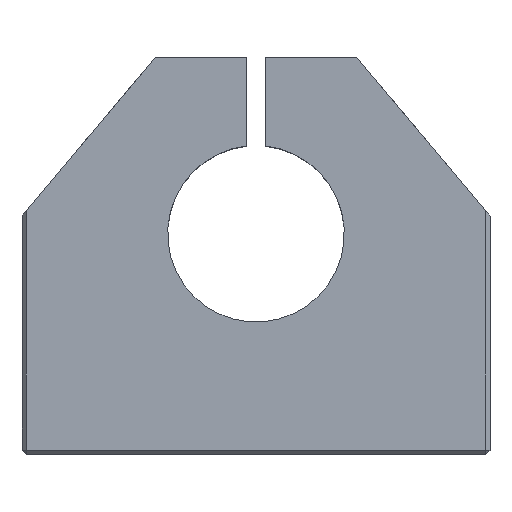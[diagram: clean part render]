
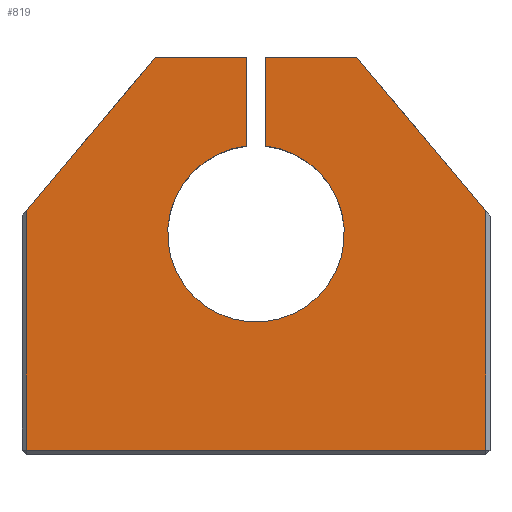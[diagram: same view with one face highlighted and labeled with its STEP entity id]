
A CAD part, top view. The second image highlights one B-rep face of the part: STEP entity #819.
In plain terms, the highlighted planar face has unit normal (0, 0, 1).
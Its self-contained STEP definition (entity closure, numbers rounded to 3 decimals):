
#66=CIRCLE('',#912,10.);
#107=FACE_OUTER_BOUND('',#163,.T.);
#163=EDGE_LOOP('',(#681,#682,#683,#684,#685,#686,#687,#688,#689,#690));
#202=LINE('',#1300,#283);
#227=LINE('',#1380,#308);
#231=LINE('',#1386,#312);
#239=LINE('',#1400,#320);
#244=LINE('',#1410,#325);
#245=LINE('',#1412,#326);
#246=LINE('',#1414,#327);
#247=LINE('',#1418,#328);
#248=LINE('',#1419,#329);
#283=VECTOR('',#1001,10.);
#308=VECTOR('',#1082,10.);
#312=VECTOR('',#1090,10.);
#320=VECTOR('',#1106,10.);
#325=VECTOR('',#1115,10.);
#326=VECTOR('',#1116,10.);
#327=VECTOR('',#1117,10.);
#328=VECTOR('',#1120,10.);
#329=VECTOR('',#1121,10.);
#367=VERTEX_POINT('',#1296);
#369=VERTEX_POINT('',#1299);
#389=VERTEX_POINT('',#1359);
#395=VERTEX_POINT('',#1373);
#398=VERTEX_POINT('',#1398);
#401=VERTEX_POINT('',#1409);
#402=VERTEX_POINT('',#1411);
#403=VERTEX_POINT('',#1413);
#404=VERTEX_POINT('',#1415);
#405=VERTEX_POINT('',#1417);
#449=EDGE_CURVE('',#367,#369,#202,.T.);
#487=EDGE_CURVE('',#395,#367,#227,.T.);
#491=EDGE_CURVE('',#389,#395,#231,.T.);
#499=EDGE_CURVE('',#398,#389,#239,.T.);
#504=EDGE_CURVE('',#401,#398,#244,.T.);
#505=EDGE_CURVE('',#402,#401,#245,.T.);
#506=EDGE_CURVE('',#403,#402,#246,.T.);
#507=EDGE_CURVE('',#404,#403,#66,.T.);
#508=EDGE_CURVE('',#405,#404,#247,.T.);
#509=EDGE_CURVE('',#369,#405,#248,.T.);
#681=ORIENTED_EDGE('',*,*,#487,.F.);
#682=ORIENTED_EDGE('',*,*,#491,.F.);
#683=ORIENTED_EDGE('',*,*,#499,.F.);
#684=ORIENTED_EDGE('',*,*,#504,.F.);
#685=ORIENTED_EDGE('',*,*,#505,.F.);
#686=ORIENTED_EDGE('',*,*,#506,.F.);
#687=ORIENTED_EDGE('',*,*,#507,.F.);
#688=ORIENTED_EDGE('',*,*,#508,.F.);
#689=ORIENTED_EDGE('',*,*,#509,.F.);
#690=ORIENTED_EDGE('',*,*,#449,.F.);
#771=PLANE('',#911);
#819=ADVANCED_FACE('',(#107),#771,.T.);
#911=AXIS2_PLACEMENT_3D('',#1408,#1113,#1114);
#912=AXIS2_PLACEMENT_3D('',#1416,#1118,#1119);
#1001=DIRECTION('',(0.643,0.766,0.));
#1082=DIRECTION('',(0.,1.,0.));
#1090=DIRECTION('',(-1.,0.,0.));
#1106=DIRECTION('',(0.,-1.,0.));
#1113=DIRECTION('center_axis',(0.,0.,1.));
#1114=DIRECTION('ref_axis',(1.,0.,0.));
#1115=DIRECTION('',(0.643,-0.766,0.));
#1116=DIRECTION('',(1.,0.,0.));
#1117=DIRECTION('',(0.,1.,0.));
#1118=DIRECTION('center_axis',(0.,0.,1.));
#1119=DIRECTION('ref_axis',(0.108,-0.994,0.));
#1120=DIRECTION('',(0.,-1.,0.));
#1121=DIRECTION('',(1.,0.,0.));
#1296=CARTESIAN_POINT('',(-26.,5.096,12.));
#1299=CARTESIAN_POINT('',(-11.396,22.5,12.));
#1300=CARTESIAN_POINT('',(-17.917,14.728,12.));
#1359=CARTESIAN_POINT('',(26.,-22.,12.));
#1373=CARTESIAN_POINT('',(-26.,-22.,12.));
#1380=CARTESIAN_POINT('',(-26.,-10.357,12.));
#1386=CARTESIAN_POINT('',(13.25,-22.,12.));
#1398=CARTESIAN_POINT('',(26.,5.096,12.));
#1400=CARTESIAN_POINT('',(26.,12.143,12.));
#1408=CARTESIAN_POINT('Origin',(0.,1.787,
12.));
#1409=CARTESIAN_POINT('',(11.396,22.5,12.));
#1410=CARTESIAN_POINT('',(17.917,14.728,12.));
#1411=CARTESIAN_POINT('',(1.075,22.5,12.));
#1412=CARTESIAN_POINT('',(26.5,22.5,12.));
#1413=CARTESIAN_POINT('',(1.075,12.442,12.));
#1414=CARTESIAN_POINT('',(1.075,22.5,12.));
#1415=CARTESIAN_POINT('',(-1.075,12.442,12.));
#1416=CARTESIAN_POINT('Origin',(0.,2.5,12.));
#1417=CARTESIAN_POINT('',(-1.075,22.5,12.));
#1418=CARTESIAN_POINT('',(-1.075,12.442,12.));
#1419=CARTESIAN_POINT('',(-1.075,22.5,12.));
